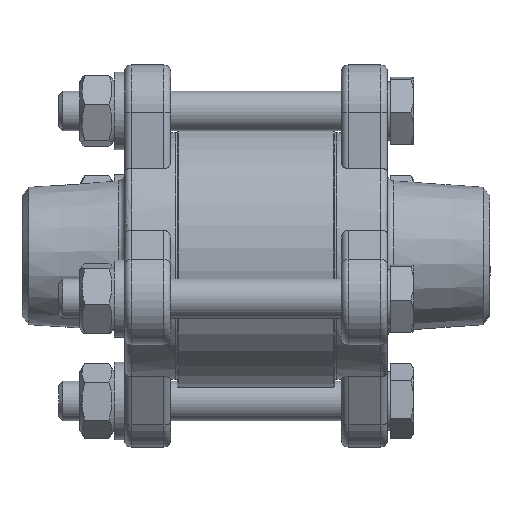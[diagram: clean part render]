
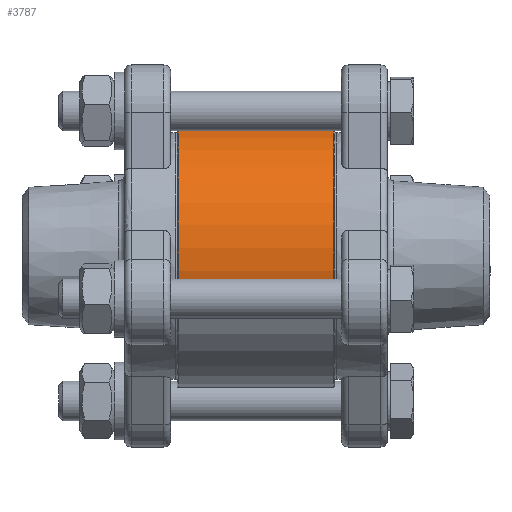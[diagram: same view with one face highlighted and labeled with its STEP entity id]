
A CAD part, front view. The second image highlights one B-rep face of the part: STEP entity #3787.
In plain terms, the highlighted cylindrical face has radius 20 mm (diameter 40 mm), a partial arc.
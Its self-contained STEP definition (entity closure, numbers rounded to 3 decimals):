
#476=CARTESIAN_POINT('',(-34.802,-14.02,193.643));
#477=VERTEX_POINT('',#476);
#478=CARTESIAN_POINT('',(-58.402,-14.02,193.643));
#479=VERTEX_POINT('',#478);
#480=CARTESIAN_POINT('',(-34.802,-14.02,193.643));
#481=DIRECTION('',(-1.0,0.0,0.0));
#482=VECTOR('',#481,23.6);
#483=LINE('',#480,#482);
#484=EDGE_CURVE('',#477,#479,#483,.T.);
#3755=CARTESIAN_POINT('',(-58.602,5.164,199.297));
#3756=DIRECTION('',(1.0,0.,0.));
#3757=DIRECTION('',(0.,-0.945,0.328));
#3758=AXIS2_PLACEMENT_3D('',#3755,#3756,#3757);
#3759=CYLINDRICAL_SURFACE('',#3758,20.0);
#3760=ORIENTED_EDGE('',*,*,#484,.F.);
#3761=CARTESIAN_POINT('',(-34.802,-0.49,218.481));
#3762=VERTEX_POINT('',#3761);
#3763=CARTESIAN_POINT('',(-34.802,5.164,199.297));
#3764=DIRECTION('',(1.0,0.,0.));
#3765=DIRECTION('',(0.,-0.945,0.328));
#3766=AXIS2_PLACEMENT_3D('',#3763,#3764,#3765);
#3767=CIRCLE('',#3766,20.);
#3768=EDGE_CURVE('',#3762,#477,#3767,.T.);
#3769=ORIENTED_EDGE('',*,*,#3768,.F.);
#3770=CARTESIAN_POINT('',(-58.402,-0.49,218.481));
#3771=VERTEX_POINT('',#3770);
#3772=CARTESIAN_POINT('',(-34.802,-0.49,218.481));
#3773=DIRECTION('',(-1.0,0.0,0.0));
#3774=VECTOR('',#3773,23.6);
#3775=LINE('',#3772,#3774);
#3776=EDGE_CURVE('',#3762,#3771,#3775,.T.);
#3777=ORIENTED_EDGE('',*,*,#3776,.T.);
#3778=CARTESIAN_POINT('',(-58.402,5.164,199.297));
#3779=DIRECTION('',(-1.0,0.,0.));
#3780=DIRECTION('',(0.,-0.945,0.328));
#3781=AXIS2_PLACEMENT_3D('',#3778,#3779,#3780);
#3782=CIRCLE('',#3781,20.);
#3783=EDGE_CURVE('',#479,#3771,#3782,.T.);
#3784=ORIENTED_EDGE('',*,*,#3783,.F.);
#3785=EDGE_LOOP('',(#3760,#3769,#3777,#3784));
#3786=FACE_OUTER_BOUND('',#3785,.T.);
#3787=ADVANCED_FACE('',(#3786),#3759,.T.);
